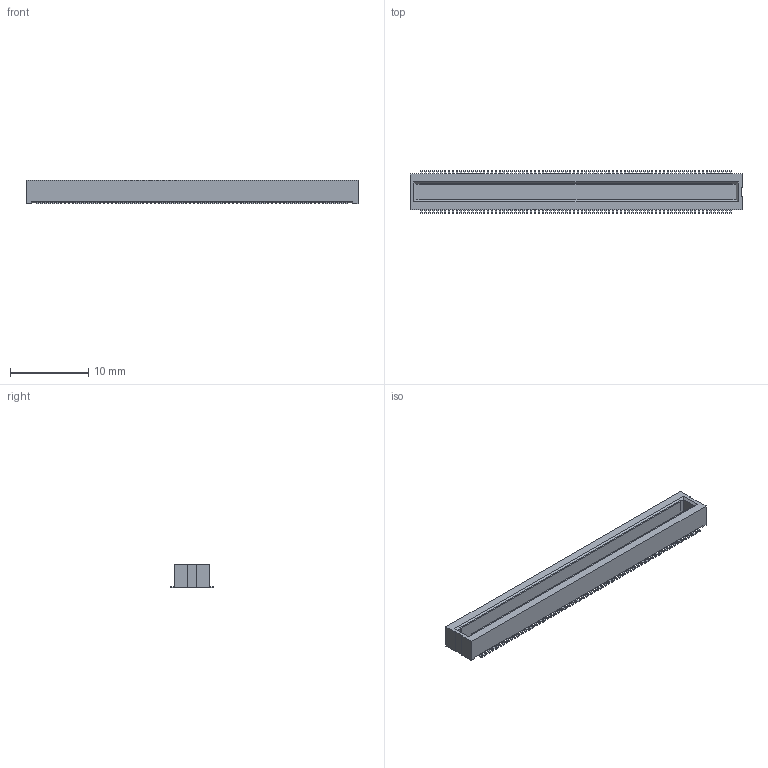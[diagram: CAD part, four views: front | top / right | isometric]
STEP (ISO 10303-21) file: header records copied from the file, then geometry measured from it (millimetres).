
FILE_DESCRIPTION (( 'STEP AP214' ), '1' );
FILE_NAME ('axk5sa6087y.stp', '2007-10-17T04:01:35', ( '' ), ( 'PanasonicCorporation' ), '', '', '' );
FILE_SCHEMA (( 'AUTOMOTIVE_DESIGN' ));
Length unit declared in the file: millimetre
Products named in the file (1): axk5sa6087y
Bounding box: 42.5 x 5.4 x 3.05 mm (x, y, z)
Volume: 377.7 mm3; surface area: 974.7 mm2
Topology: 1 solids, 1 shells, 1172 faces, 3019 edges, 2010 vertices
Faces by surface type: plane 852, cylinder 320
Entity records: 35522 total; most frequent: CARTESIAN_POINT 6202, ORIENTED_EDGE 6038, DIRECTION 6005, EDGE_CURVE 3019, VECTOR 2379, LINE 2379, VERTEX_POINT 2010, AXIS2_PLACEMENT_3D 1813
